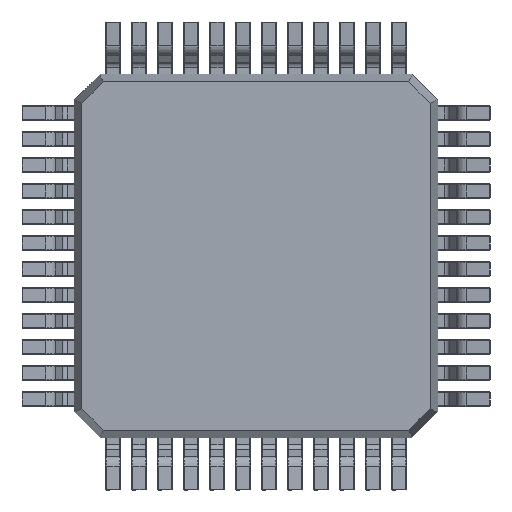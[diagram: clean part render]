
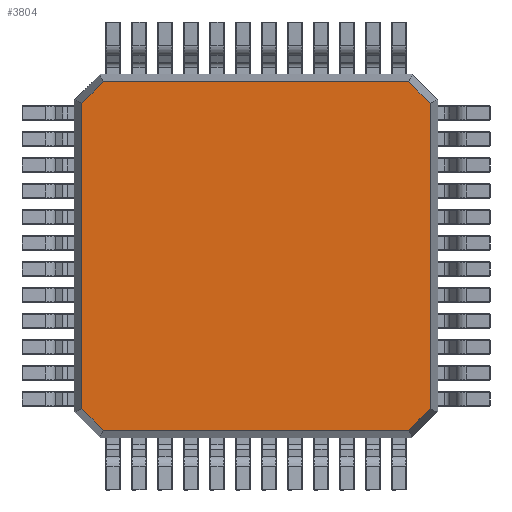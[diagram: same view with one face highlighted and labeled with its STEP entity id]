
A CAD part, front view. The second image highlights one B-rep face of the part: STEP entity #3804.
In plain terms, the highlighted planar face has unit normal (0, -1, 0).
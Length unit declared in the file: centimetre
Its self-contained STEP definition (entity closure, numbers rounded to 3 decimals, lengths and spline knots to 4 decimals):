
#191 = VERTEX_POINT ( 'NONE', #787 ) ;
#347 = DIRECTION ( 'NONE',  ( 0., -1., 0. ) ) ;
#403 = LINE ( 'NONE', #3683, #2750 ) ;
#473 = DIRECTION ( 'NONE',  ( 0.707, 0., 0.707 ) ) ;
#513 = EDGE_CURVE ( 'NONE', #191, #1081, #780, .T. ) ;
#543 = LINE ( 'NONE', #737, #2454 ) ;
#583 = CARTESIAN_POINT ( 'NONE',  ( -0.335, 0.015, -0.35 ) ) ;
#666 = CARTESIAN_POINT ( 'NONE',  ( 0.2938, 0.015, -0.335 ) ) ;
#685 = VECTOR ( 'NONE', #3347, 100. ) ;
#702 = VERTEX_POINT ( 'NONE', #3148 ) ;
#737 = CARTESIAN_POINT ( 'NONE',  ( 0.335, 0.015, -0.35 ) ) ;
#780 = LINE ( 'NONE', #2837, #685 ) ;
#787 = CARTESIAN_POINT ( 'NONE',  ( -0.2938, 0.015, 0.335 ) ) ;
#806 = EDGE_CURVE ( 'NONE', #2649, #3119, #2544, .T. ) ;
#905 = ORIENTED_EDGE ( 'NONE', *, *, #806, .T. ) ;
#961 = LINE ( 'NONE', #3410, #2604 ) ;
#1003 = VECTOR ( 'NONE', #473, 100. ) ;
#1030 = EDGE_CURVE ( 'NONE', #1081, #2773, #1164, .T. ) ;
#1081 = VERTEX_POINT ( 'NONE', #1503 ) ;
#1100 = CARTESIAN_POINT ( 'NONE',  ( 0.335, 0.015, 0.2938 ) ) ;
#1164 = LINE ( 'NONE', #583, #2806 ) ;
#1184 = EDGE_LOOP ( 'NONE', ( #905, #2126, #2851, #1580, #1273, #1746, #2822, #3366 ) ) ;
#1197 = VECTOR ( 'NONE', #3466, 100. ) ;
#1245 = CARTESIAN_POINT ( 'NONE',  ( 0.2938, 0.015, 0.335 ) ) ;
#1273 = ORIENTED_EDGE ( 'NONE', *, *, #513, .T. ) ;
#1283 = CARTESIAN_POINT ( 'NONE',  ( -0.335, 0.015, -0.2938 ) ) ;
#1309 = CARTESIAN_POINT ( 'NONE',  ( -0.335, 0.015, -0.2938 ) ) ;
#1313 = CARTESIAN_POINT ( 'NONE',  ( 0., 0.015, 0.335 ) ) ;
#1380 = EDGE_CURVE ( 'NONE', #3119, #2148, #543, .T. ) ;
#1450 = FACE_OUTER_BOUND ( 'NONE', #1184, .T. ) ;
#1503 = CARTESIAN_POINT ( 'NONE',  ( -0.335, 0.015, 0.2938 ) ) ;
#1557 = DIRECTION ( 'NONE',  ( -0.707, 0., 0.707 ) ) ;
#1580 = ORIENTED_EDGE ( 'NONE', *, *, #3334, .T. ) ;
#1746 = ORIENTED_EDGE ( 'NONE', *, *, #1030, .T. ) ;
#1794 = CARTESIAN_POINT ( 'NONE',  ( 0.335, 0.015, -0.2938 ) ) ;
#1801 = EDGE_CURVE ( 'NONE', #702, #2649, #403, .T. ) ;
#1819 = DIRECTION ( 'NONE',  ( 1., 0., 0. ) ) ;
#1828 = PLANE ( 'NONE',  #3207 ) ;
#2042 = VECTOR ( 'NONE', #3789, 100. ) ;
#2126 = ORIENTED_EDGE ( 'NONE', *, *, #1380, .T. ) ;
#2148 = VERTEX_POINT ( 'NONE', #1100 ) ;
#2174 = CARTESIAN_POINT ( 'NONE',  ( 0., 0.015, -0.35 ) ) ;
#2271 = EDGE_CURVE ( 'NONE', #2148, #2282, #961, .T. ) ;
#2282 = VERTEX_POINT ( 'NONE', #1245 ) ;
#2454 = VECTOR ( 'NONE', #2573, 100. ) ;
#2488 = DIRECTION ( 'NONE',  ( 1., 0., 0. ) ) ;
#2544 = LINE ( 'NONE', #2610, #1003 ) ;
#2573 = DIRECTION ( 'NONE',  ( 0., 0., 1. ) ) ;
#2604 = VECTOR ( 'NONE', #1557, 100. ) ;
#2610 = CARTESIAN_POINT ( 'NONE',  ( 0.2938, 0.015, -0.335 ) ) ;
#2649 = VERTEX_POINT ( 'NONE', #666 ) ;
#2750 = VECTOR ( 'NONE', #1819, 100. ) ;
#2773 = VERTEX_POINT ( 'NONE', #1283 ) ;
#2806 = VECTOR ( 'NONE', #3339, 100. ) ;
#2822 = ORIENTED_EDGE ( 'NONE', *, *, #3892, .T. ) ;
#2837 = CARTESIAN_POINT ( 'NONE',  ( -0.2938, 0.015, 0.335 ) ) ;
#2851 = ORIENTED_EDGE ( 'NONE', *, *, #2271, .T. ) ;
#2971 = LINE ( 'NONE', #1313, #2042 ) ;
#3119 = VERTEX_POINT ( 'NONE', #1794 ) ;
#3148 = CARTESIAN_POINT ( 'NONE',  ( -0.2938, 0.015, -0.335 ) ) ;
#3207 = AXIS2_PLACEMENT_3D ( 'NONE', #2174, #347, #2488 ) ;
#3334 = EDGE_CURVE ( 'NONE', #2282, #191, #2971, .T. ) ;
#3339 = DIRECTION ( 'NONE',  ( 0., 0., -1. ) ) ;
#3347 = DIRECTION ( 'NONE',  ( -0.707, 0., -0.707 ) ) ;
#3366 = ORIENTED_EDGE ( 'NONE', *, *, #1801, .T. ) ;
#3410 = CARTESIAN_POINT ( 'NONE',  ( 0.335, 0.015, 0.2938 ) ) ;
#3466 = DIRECTION ( 'NONE',  ( 0.707, 0., -0.707 ) ) ;
#3667 = LINE ( 'NONE', #1309, #1197 ) ;
#3683 = CARTESIAN_POINT ( 'NONE',  ( 0., 0.015, -0.335 ) ) ;
#3789 = DIRECTION ( 'NONE',  ( -1., 0., 0. ) ) ;
#3804 = ADVANCED_FACE ( 'NONE', ( #1450 ), #1828, .T. ) ;
#3892 = EDGE_CURVE ( 'NONE', #2773, #702, #3667, .T. ) ;
